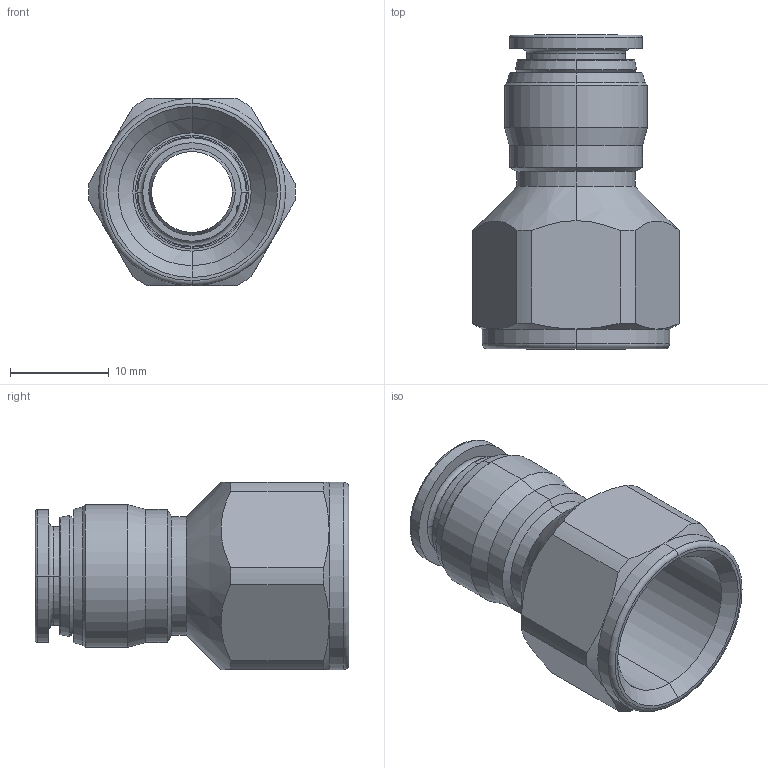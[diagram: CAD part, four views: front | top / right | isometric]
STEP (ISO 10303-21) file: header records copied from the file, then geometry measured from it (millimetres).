
FILE_DESCRIPTION (( 'STEP AP214' ), '1' );
FILE_NAME ('5903000010A.STEP', '2016-05-12T14:09:14', ( '' ), ( '' ), 'SwSTEP 2.0', 'SolidWorks 2016', '' );
FILE_SCHEMA (( 'AUTOMOTIVE_DESIGN' ));
Length unit declared in the file: millimetre
Products named in the file (1): 5903000010A
Bounding box: 20.99 x 31.85 x 19 mm (x, y, z)
Surface area: 2974.8 mm2 (no closed solid volume)
Topology: 0 solids, 3 shells, 112 faces, 278 edges, 174 vertices
Faces by surface type: bspline 30, cylinder 26, cone 24, plane 24, torus 8
Entity records: 6079 total; most frequent: CARTESIAN_POINT 2363, ORIENTED_EDGE 528, DIRECTION 448, EDGE_CURVE 278, VERTEX_POINT 174, AXIS2_PLACEMENT_3D 171, EDGE_LOOP 124, UNCERTAINTY_MEASURE_WITH_UNIT 114
